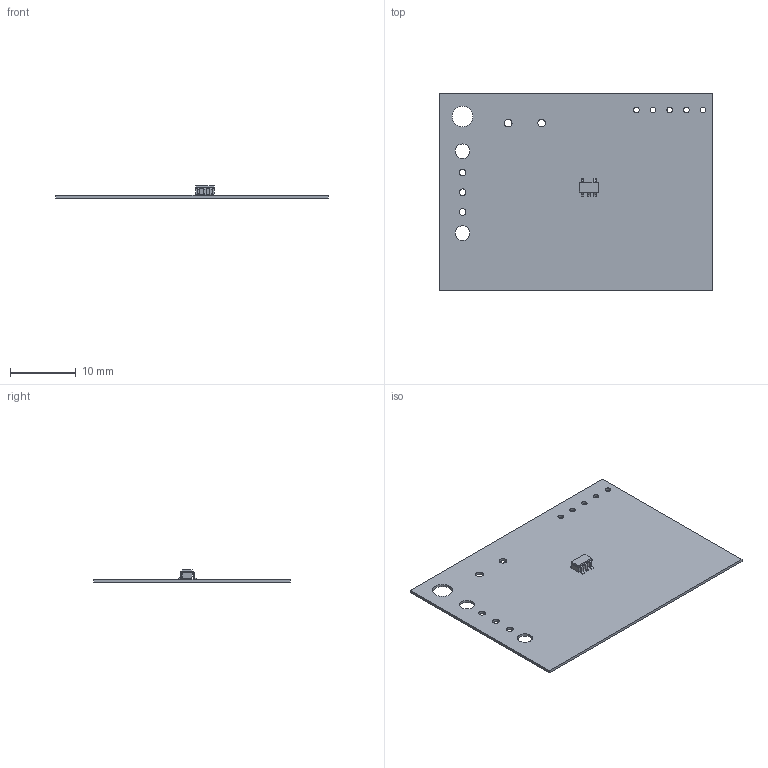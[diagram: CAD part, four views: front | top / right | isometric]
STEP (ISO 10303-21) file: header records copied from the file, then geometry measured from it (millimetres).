
FILE_DESCRIPTION(('Open CASCADE Model'),'2;1');
FILE_NAME('Open CASCADE Shape Model','2025-03-01T17:08:45',('Author'),( 'Open CASCADE'),'Open CASCADE STEP processor 7.5','Open CASCADE 7.5' ,'Unknown');
FILE_SCHEMA(('AUTOMOTIVE_DESIGN { 1 0 10303 214 1 1 1 1 }'));
Length unit declared in the file: millimetre
Products named in the file (5): PCB; Board; Open CASCADE STEP translator 7.5 1.1.1; U1; 6317976208
Assembly tree (4 placements, depth 3):
  PCB
    Board
      Open CASCADE STEP translator 7.5 1.1.1
    U1
      6317976208
Bounding box: 41.58 x 30 x 1.86 mm (x, y, z)
Volume: 509.8 mm3; surface area: 2557.4 mm2
Topology: 7 solids, 7 shells, 103 faces, 259 edges, 170 vertices
Faces by surface type: plane 70, cylinder 33
Full cylindrical faces by diameter (mm): 0.85 x5, 1.01 x3, 1.15 x2, 2.24 x2, 3.15 x1
Entity records: 3253 total; most frequent: DIRECTION 541, CARTESIAN_POINT 537, ORIENTED_EDGE 518, EDGE_CURVE 259, LINE 193, VECTOR 193, AXIS2_PLACEMENT_3D 174, VERTEX_POINT 170
